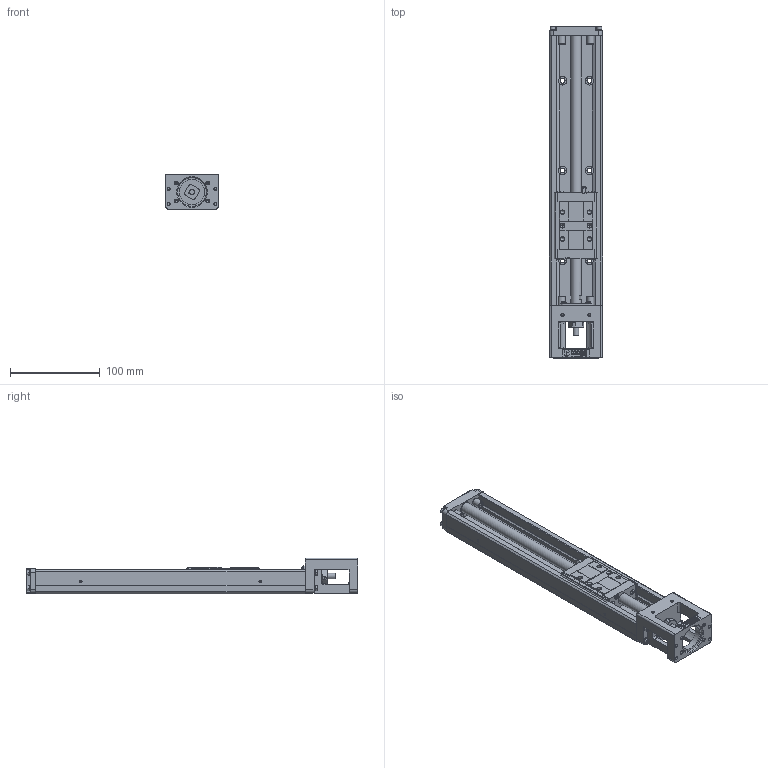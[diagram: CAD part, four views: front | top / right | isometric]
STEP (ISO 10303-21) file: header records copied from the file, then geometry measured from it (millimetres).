
FILE_DESCRIPTION(/* description */ (''),/* implementation_level */ '2;1');
FILE_NAME(/* name */ 'KM30A+300N0_0030_stp.stp',/* time_stamp */ '2010-01-20T15:49:35+08:00',/* author */ (''),/* organization */ (''),/* preprocessor_version */ 'ST-DEVELOPER v11',/* originating_system */ 'UGS - NX 5.0',/* authorisation */ '');
FILE_SCHEMA (('CONFIG_CONTROL_DESIGN'));
Length unit declared in the file: millimetre
Products named in the file (1): shin7094jbi7
Bounding box: 60 x 370 x 40 mm (x, y, z)
Volume: 394772.6 mm3; surface area: 118137.7 mm2
Topology: 2 solids, 15 shells, 984 faces, 2485 edges, 1624 vertices
Faces by surface type: plane 593, cylinder 221, cone 100, extrusion 27, sphere 21, torus 20, bspline 2
Full cylindrical faces by diameter (mm): 2 x6, 2.2 x3, 2.5 x5, 3 x4, 3.3 x4, 3.5 x8, 4 x1, 4.2 x4, 5.05 x1, 5.3 x8, 5.5 x6, 6 x13, 7 x2, 8 x5, 9.5 x6, 11 x1, 12 x1, 13 x8, 17.5 x1, 21.9 x1, 22 x2, 28 x1, 32 x1
Entity records: 29431 total; most frequent: CARTESIAN_POINT 6181, DIRECTION 4758, ORIENTED_EDGE 4538, EDGE_CURVE 2269, AXIS2_PLACEMENT_3D 1607, VERTEX_POINT 1574, VECTOR 1544, LINE 1517
